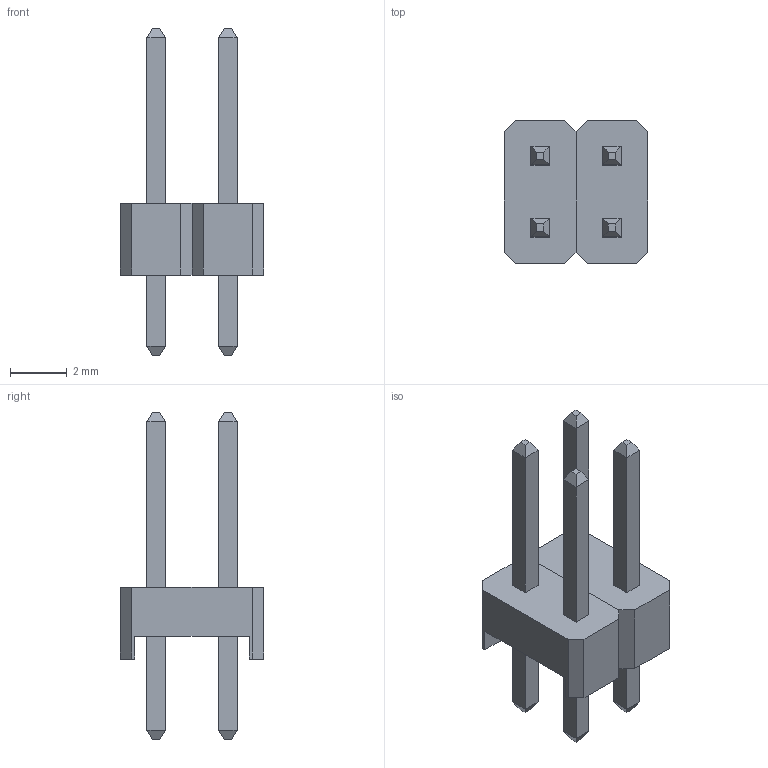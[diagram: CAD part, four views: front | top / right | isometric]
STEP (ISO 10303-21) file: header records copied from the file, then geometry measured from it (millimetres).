
FILE_DESCRIPTION((''),'2;1');
FILE_NAME('STIFTLEISTE2_ASM','2018-01-05T07:40:15',('assmus'),(''),'CREO PARAMETRIC BY PTC INC, 2017110','CREO PARAMETRIC BY PTC INC, 2017110','');
FILE_SCHEMA(('AUTOMOTIVE_DESIGN { 1 0 10303 214 1 1 1 1 }'));
Length unit declared in the file: millimetre
Products named in the file (3): STIFTLEISTE_STIFT; STIFTLEISTE_KUNSTSTOFF2; STIFTLEISTE2_ASM
Assembly tree (6 placements, depth 2):
  STIFTLEISTE2_ASM
    STIFTLEISTE_STIFT  x4
    STIFTLEISTE_KUNSTSTOFF2  x2
Bounding box: 5.08 x 5.08 x 11.6 mm (x, y, z)
Volume: 63.6 mm3; surface area: 252.6 mm2
Topology: 6 solids, 6 shells, 100 faces, 232 edges, 144 vertices
Faces by surface type: plane 100
Entity records: 1527 total; most frequent: CARTESIAN_POINT 200, DIRECTION 178, ORIENTED_EDGE 176, PRESENTATION_STYLE_ASSIGNMENT 90, STYLED_ITEM 90, VECTOR 88, LINE 88, CURVE_STYLE 88
